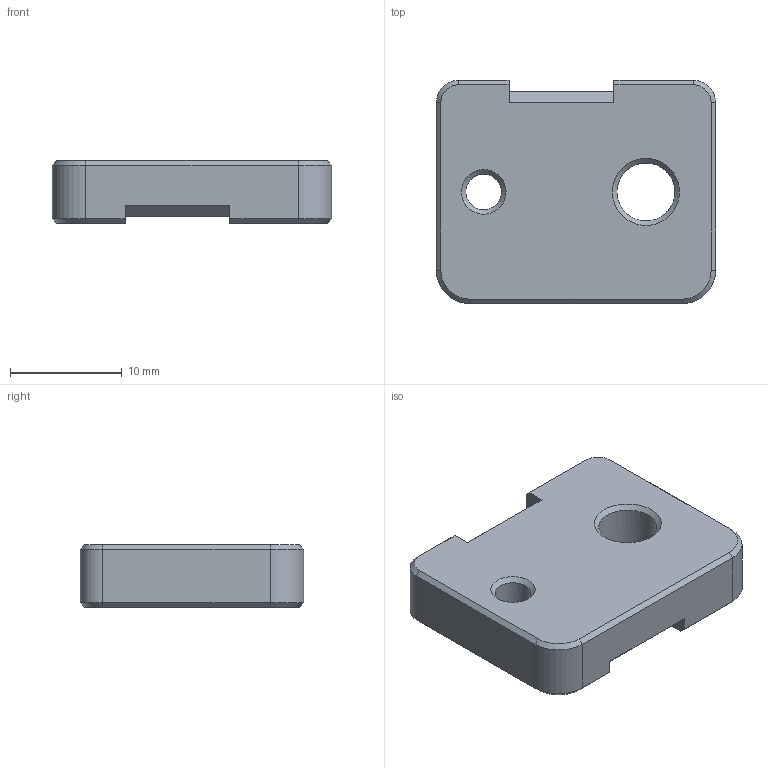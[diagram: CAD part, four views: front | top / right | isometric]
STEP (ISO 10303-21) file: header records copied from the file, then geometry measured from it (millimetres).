
FILE_DESCRIPTION(/* description */ (''),/* implementation_level */ '2;1');
FILE_NAME(/* name */ 'Front-Idlers_Z-Belt-Clamp-Upper.stp',/* time_stamp */ '2021-09-06T13:52:58+02:00',/* author */ ('Rama'),/* organization */ (''),/* preprocessor_version */ 'ST-DEVELOPER v18.1',/* originating_system */ 'Autodesk Inventor 2021',/* authorisation */ '');
FILE_SCHEMA (('AUTOMOTIVE_DESIGN { 1 0 10303 214 3 1 1 }'));
Length unit declared in the file: millimetre
Products named in the file (1): Z Belt Clamp New
Bounding box: 25 x 20 x 5.6 mm (x, y, z)
Volume: 2416 mm3; surface area: 1498.5 mm2
Topology: 1 solids, 1 shells, 50 faces, 134 edges, 84 vertices
Faces by surface type: plane 32, cone 12, cylinder 6
Full cylindrical faces by diameter (mm): 3.2 x1, 5.2 x1
Entity records: 1594 total; most frequent: CARTESIAN_POINT 277, ORIENTED_EDGE 268, DIRECTION 262, EDGE_CURVE 134, LINE 100, VECTOR 100, VERTEX_POINT 84, AXIS2_PLACEMENT_3D 81
